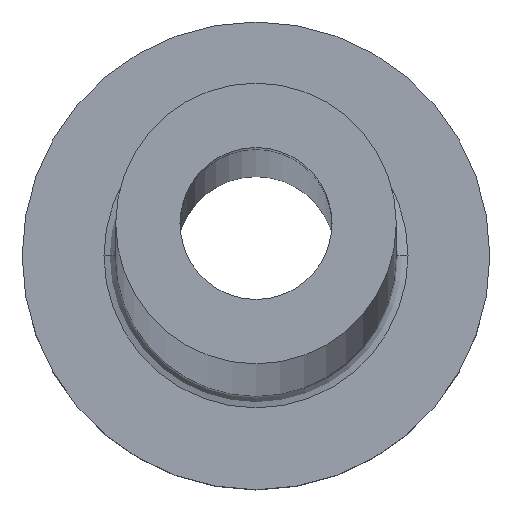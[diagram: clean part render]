
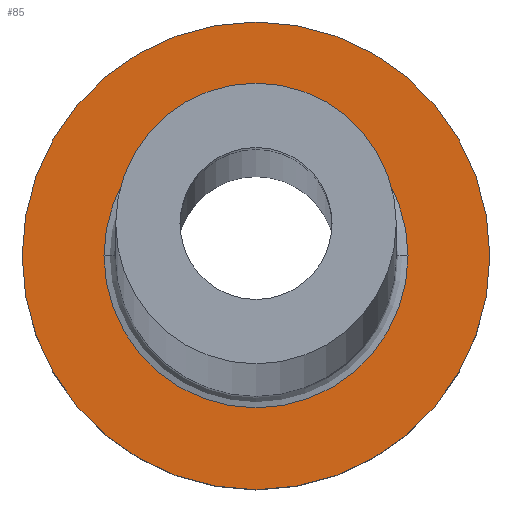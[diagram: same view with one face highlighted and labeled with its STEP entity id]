
A CAD part, top view. The second image highlights one B-rep face of the part: STEP entity #85.
In plain terms, the highlighted planar face has unit normal (0, 0, 1).
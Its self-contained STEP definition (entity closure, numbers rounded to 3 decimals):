
#3 = CARTESIAN_POINT ( 'NONE',  ( 10., 0., 7. ) ) ;
#8 = CIRCLE ( 'NONE', #244, 10. ) ;
#31 = CARTESIAN_POINT ( 'NONE',  ( 0., 0., 7. ) ) ;
#47 = DIRECTION ( 'NONE',  ( 1., 0., 0. ) ) ;
#83 = VERTEX_POINT ( 'NONE', #204 ) ;
#85 = ADVANCED_FACE ( 'NONE', ( #101, #100 ), #242, .T. ) ;
#95 = DIRECTION ( 'NONE',  ( 0., 0., 1. ) ) ;
#100 = FACE_OUTER_BOUND ( 'NONE', #434, .T. ) ;
#101 = FACE_BOUND ( 'NONE', #188, .T. ) ;
#118 = VERTEX_POINT ( 'NONE', #379 ) ;
#131 = CARTESIAN_POINT ( 'NONE',  ( 0., 0., 7. ) ) ;
#134 = DIRECTION ( 'NONE',  ( 0., 0., 1. ) ) ;
#136 = CARTESIAN_POINT ( 'NONE',  ( 0., 0., 7. ) ) ;
#145 = EDGE_CURVE ( 'NONE', #190, #83, #297, .T. ) ;
#156 = DIRECTION ( 'NONE',  ( 0., 0., 1. ) ) ;
#173 = DIRECTION ( 'NONE',  ( 1., 0., 0. ) ) ;
#188 = EDGE_LOOP ( 'NONE', ( #287, #298 ) ) ;
#190 = VERTEX_POINT ( 'NONE', #3 ) ;
#193 = AXIS2_PLACEMENT_3D ( 'NONE', #320, #455, #252 ) ;
#204 = CARTESIAN_POINT ( 'NONE',  ( -10., 0., 7. ) ) ;
#207 = DIRECTION ( 'NONE',  ( 0., 0., -1. ) ) ;
#242 = PLANE ( 'NONE',  #251 ) ;
#244 = AXIS2_PLACEMENT_3D ( 'NONE', #305, #156, #47 ) ;
#251 = AXIS2_PLACEMENT_3D ( 'NONE', #131, #95, #308 ) ;
#252 = DIRECTION ( 'NONE',  ( 1., 0., 0. ) ) ;
#255 = EDGE_CURVE ( 'NONE', #118, #364, #444, .T. ) ;
#274 = DIRECTION ( 'NONE',  ( 1., 0., 0. ) ) ;
#287 = ORIENTED_EDGE ( 'NONE', *, *, #255, .T. ) ;
#289 = EDGE_CURVE ( 'NONE', #364, #118, #307, .T. ) ;
#291 = ORIENTED_EDGE ( 'NONE', *, *, #145, .T. ) ;
#297 = CIRCLE ( 'NONE', #338, 10. ) ;
#298 = ORIENTED_EDGE ( 'NONE', *, *, #289, .T. ) ;
#305 = CARTESIAN_POINT ( 'NONE',  ( 0., 0., 7. ) ) ;
#307 = CIRCLE ( 'NONE', #325, 6.5 ) ;
#308 = DIRECTION ( 'NONE',  ( 1., 0., 0. ) ) ;
#320 = CARTESIAN_POINT ( 'NONE',  ( 0., 0., 7. ) ) ;
#325 = AXIS2_PLACEMENT_3D ( 'NONE', #31, #207, #173 ) ;
#332 = ORIENTED_EDGE ( 'NONE', *, *, #390, .T. ) ;
#336 = CARTESIAN_POINT ( 'NONE',  ( -6.5, 0., 7. ) ) ;
#338 = AXIS2_PLACEMENT_3D ( 'NONE', #136, #134, #274 ) ;
#364 = VERTEX_POINT ( 'NONE', #336 ) ;
#379 = CARTESIAN_POINT ( 'NONE',  ( 6.5, 0., 7. ) ) ;
#390 = EDGE_CURVE ( 'NONE', #83, #190, #8, .T. ) ;
#434 = EDGE_LOOP ( 'NONE', ( #332, #291 ) ) ;
#444 = CIRCLE ( 'NONE', #193, 6.5 ) ;
#455 = DIRECTION ( 'NONE',  ( 0., 0., -1. ) ) ;
